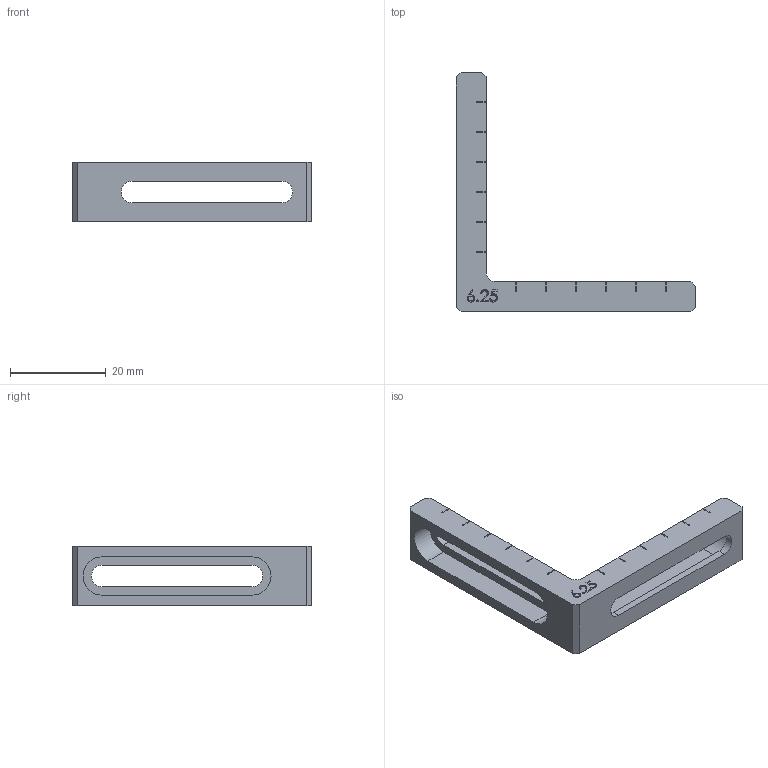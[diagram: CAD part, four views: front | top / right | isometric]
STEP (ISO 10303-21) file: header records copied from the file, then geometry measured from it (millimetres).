
FILE_DESCRIPTION (( 'STEP AP214' ), '1' );
FILE_NAME ('OM-005-010-110_01.STEP', '2024-10-06T16:11:21', ( '' ), ( '' ), 'SwSTEP 2.0', 'SolidWorks 2022', '' );
FILE_SCHEMA (( 'AUTOMOTIVE_DESIGN' ));
Length unit declared in the file: millimetre
Products named in the file (1): OM-005-010-110_01
Bounding box: 50 x 50 x 12.5 mm (x, y, z)
Volume: 3995.5 mm3; surface area: 4060.7 mm2
Topology: 1 solids, 1 shells, 127 faces, 354 edges, 236 vertices
Faces by surface type: plane 79, bspline 27, cylinder 21
Entity records: 5845 total; most frequent: CARTESIAN_POINT 2361, ORIENTED_EDGE 708, DIRECTION 544, EDGE_CURVE 354, VECTOR 258, LINE 258, VERTEX_POINT 236, AXIS2_PLACEMENT_3D 143
